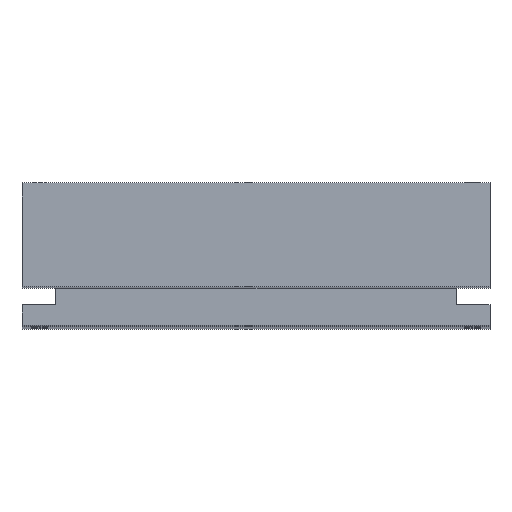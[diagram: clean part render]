
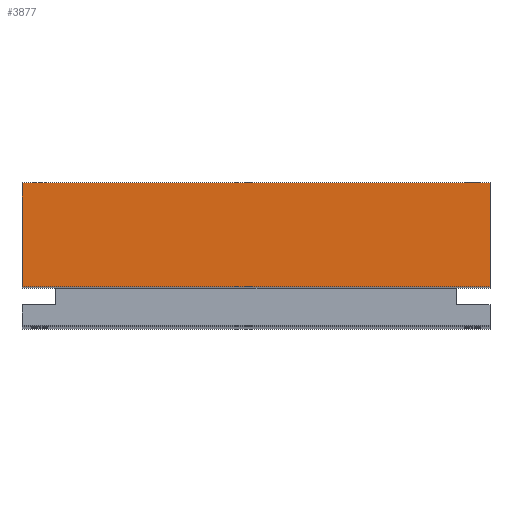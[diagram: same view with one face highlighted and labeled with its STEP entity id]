
A CAD part, top view. The second image highlights one B-rep face of the part: STEP entity #3877.
In plain terms, the highlighted planar face has unit normal (0, 0, 1).
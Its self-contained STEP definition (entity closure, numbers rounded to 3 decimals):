
#259 = PLANE ( 'NONE',  #6185 ) ;
#497 = CARTESIAN_POINT ( 'NONE',  ( 135., 30., 193. ) ) ;
#1022 = LINE ( 'NONE', #1985, #3920 ) ;
#1223 = FACE_OUTER_BOUND ( 'NONE', #3074, .T. ) ;
#1337 = CARTESIAN_POINT ( 'NONE',  ( 135., 0., 193. ) ) ;
#1700 = EDGE_CURVE ( 'NONE', #3154, #4317, #6351, .T. ) ;
#1937 = CARTESIAN_POINT ( 'NONE',  ( 0., 30., 193. ) ) ;
#1982 = CARTESIAN_POINT ( 'NONE',  ( 0., 30., 193. ) ) ;
#1985 = CARTESIAN_POINT ( 'NONE',  ( 0., 0., 193. ) ) ;
#2334 = DIRECTION ( 'NONE',  ( 0., 1., 0. ) ) ;
#2464 = DIRECTION ( 'NONE',  ( 1., 0., 0. ) ) ;
#2769 = DIRECTION ( 'NONE',  ( -1., 0., 0. ) ) ;
#2839 = CARTESIAN_POINT ( 'NONE',  ( 0., 0., 193. ) ) ;
#3011 = VECTOR ( 'NONE', #3901, 1000. ) ;
#3074 = EDGE_LOOP ( 'NONE', ( #5427, #5020, #6126, #4509 ) ) ;
#3112 = CARTESIAN_POINT ( 'NONE',  ( 0., 0., 193. ) ) ;
#3154 = VERTEX_POINT ( 'NONE', #497 ) ;
#3178 = DIRECTION ( 'NONE',  ( 0., 0., -1. ) ) ;
#3651 = VERTEX_POINT ( 'NONE', #2839 ) ;
#3751 = LINE ( 'NONE', #6172, #5709 ) ;
#3830 = VECTOR ( 'NONE', #2334, 1000. ) ;
#3877 = ADVANCED_FACE ( 'NONE', ( #1223 ), #259, .F. ) ;
#3901 = DIRECTION ( 'NONE',  ( -1., 0., 0. ) ) ;
#3920 = VECTOR ( 'NONE', #2464, 1000. ) ;
#4179 = EDGE_CURVE ( 'NONE', #3651, #5952, #1022, .T. ) ;
#4317 = VERTEX_POINT ( 'NONE', #1982 ) ;
#4509 = ORIENTED_EDGE ( 'NONE', *, *, #1700, .T. ) ;
#4586 = EDGE_CURVE ( 'NONE', #4317, #3651, #3751, .T. ) ;
#4787 = LINE ( 'NONE', #1337, #3830 ) ;
#5020 = ORIENTED_EDGE ( 'NONE', *, *, #4179, .T. ) ;
#5116 = CARTESIAN_POINT ( 'NONE',  ( 135., 0., 193. ) ) ;
#5427 = ORIENTED_EDGE ( 'NONE', *, *, #4586, .T. ) ;
#5709 = VECTOR ( 'NONE', #5728, 1000. ) ;
#5728 = DIRECTION ( 'NONE',  ( 0., -1., 0. ) ) ;
#5952 = VERTEX_POINT ( 'NONE', #5116 ) ;
#5993 = EDGE_CURVE ( 'NONE', #5952, #3154, #4787, .T. ) ;
#6126 = ORIENTED_EDGE ( 'NONE', *, *, #5993, .T. ) ;
#6172 = CARTESIAN_POINT ( 'NONE',  ( 0., 0., 193. ) ) ;
#6185 = AXIS2_PLACEMENT_3D ( 'NONE', #3112, #3178, #2769 ) ;
#6351 = LINE ( 'NONE', #1937, #3011 ) ;
